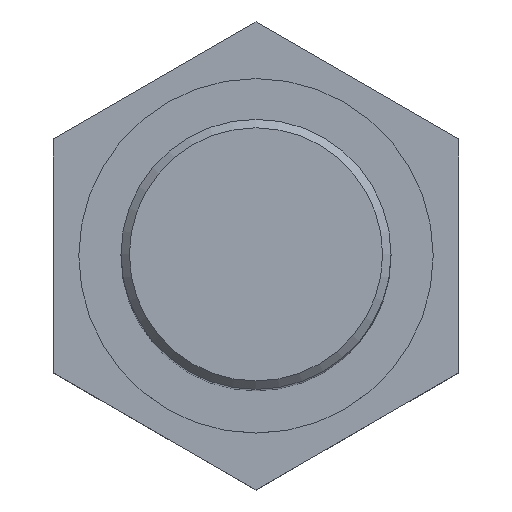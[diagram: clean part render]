
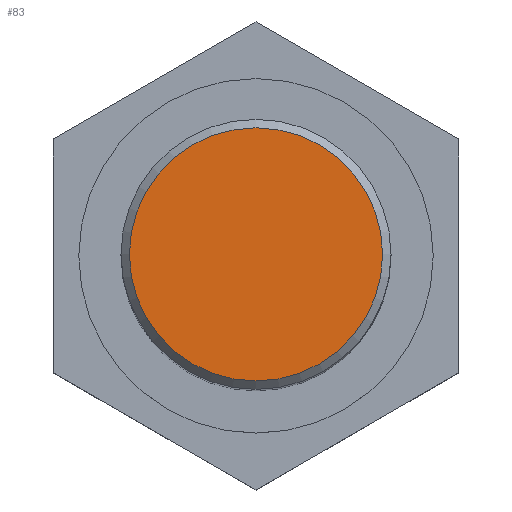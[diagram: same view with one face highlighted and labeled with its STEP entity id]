
A CAD part, top view. The second image highlights one B-rep face of the part: STEP entity #83.
In plain terms, the highlighted planar face has unit normal (0, 0, 1).
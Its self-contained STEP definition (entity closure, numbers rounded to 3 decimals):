
#83 = ADVANCED_FACE( '', ( #115 ), #116, .F. );
#115 = FACE_OUTER_BOUND( '', #164, .T. );
#116 = PLANE( '', #165 );
#164 = EDGE_LOOP( '', ( #252 ) );
#165 = AXIS2_PLACEMENT_3D( '', #253, #254, #255 );
#252 = ORIENTED_EDGE( '', *, *, #339, .T. );
#253 = CARTESIAN_POINT( '', ( 0., 0., 60. ) );
#254 = DIRECTION( '', ( 0., 0., -1. ) );
#255 = DIRECTION( '', ( -1., 0., 0. ) );
#339 = EDGE_CURVE( '', #383, #383, #384, .F. );
#383 = VERTEX_POINT( '', #445 );
#384 = CIRCLE( '', #446, 7.5 );
#445 = CARTESIAN_POINT( '', ( -7.5, 0., 60. ) );
#446 = AXIS2_PLACEMENT_3D( '', #598, #599, #600 );
#598 = CARTESIAN_POINT( '', ( 0., 0., 60. ) );
#599 = DIRECTION( '', ( 0., 0., -1. ) );
#600 = DIRECTION( '', ( -1., 0., 0. ) );
